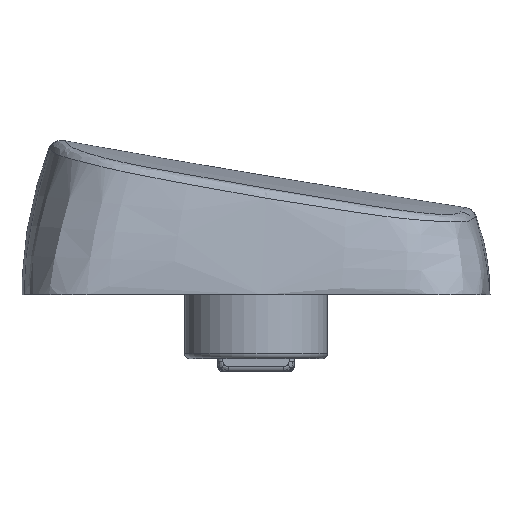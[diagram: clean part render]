
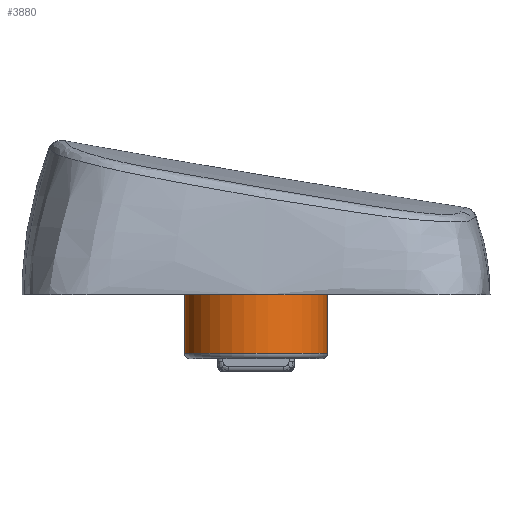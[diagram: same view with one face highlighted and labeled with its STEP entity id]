
A CAD part, left-side view. The second image highlights one B-rep face of the part: STEP entity #3880.
In plain terms, the highlighted cylindrical face has radius 2.75 mm (diameter 5.5 mm), a full revolution.
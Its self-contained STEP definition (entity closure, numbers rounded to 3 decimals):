
#39=CYLINDRICAL_SURFACE('',#4195,2.75);
#116=LINE('',#9125,#270);
#270=VECTOR('',#4745,2.75);
#538=FACE_OUTER_BOUND('',#752,.T.);
#752=EDGE_LOOP('',(#2765,#2766,#2767,#2768,#2769));
#1051=CIRCLE('',#4188,2.75);
#1052=CIRCLE('',#4189,2.75);
#1057=CIRCLE('',#4196,2.75);
#1548=VERTEX_POINT('',#9085);
#1549=VERTEX_POINT('',#9087);
#1566=VERTEX_POINT('',#9124);
#2045=EDGE_CURVE('',#1548,#1549,#1051,.T.);
#2046=EDGE_CURVE('',#1549,#1548,#1052,.T.);
#2063=EDGE_CURVE('',#1549,#1566,#116,.T.);
#2064=EDGE_CURVE('',#1566,#1566,#1057,.T.);
#2765=ORIENTED_EDGE('',*,*,#2046,.F.);
#2766=ORIENTED_EDGE('',*,*,#2063,.T.);
#2767=ORIENTED_EDGE('',*,*,#2064,.F.);
#2768=ORIENTED_EDGE('',*,*,#2063,.F.);
#2769=ORIENTED_EDGE('',*,*,#2045,.F.);
#3880=ADVANCED_FACE('',(#538),#39,.T.);
#4188=AXIS2_PLACEMENT_3D('',#9088,#4717,#4718);
#4189=AXIS2_PLACEMENT_3D('',#9089,#4719,#4720);
#4195=AXIS2_PLACEMENT_3D('',#9123,#4743,#4744);
#4196=AXIS2_PLACEMENT_3D('',#9126,#4746,#4747);
#4717=DIRECTION('center_axis',(0.,0.,-1.));
#4718=DIRECTION('ref_axis',(1.,0.,0.));
#4719=DIRECTION('center_axis',(0.,0.,-1.));
#4720=DIRECTION('ref_axis',(1.,0.,0.));
#4743=DIRECTION('center_axis',(0.,0.,-1.));
#4744=DIRECTION('ref_axis',(1.,0.,0.));
#4745=DIRECTION('',(0.,0.,1.));
#4746=DIRECTION('center_axis',(0.,0.,1.));
#4747=DIRECTION('ref_axis',(1.,0.,0.));
#9085=CARTESIAN_POINT('',(-9.25,-47.625,-3.1));
#9087=CARTESIAN_POINT('',(-14.75,-47.625,-3.1));
#9088=CARTESIAN_POINT('Origin',(-12.,-47.625,-3.1));
#9089=CARTESIAN_POINT('Origin',(-12.,-47.625,-3.1));
#9123=CARTESIAN_POINT('Origin',(-12.,-47.625,0.));
#9124=CARTESIAN_POINT('',(-14.75,-47.625,-0.25));
#9125=CARTESIAN_POINT('',(-14.75,-47.625,0.));
#9126=CARTESIAN_POINT('Origin',(-12.,-47.625,-0.25));
